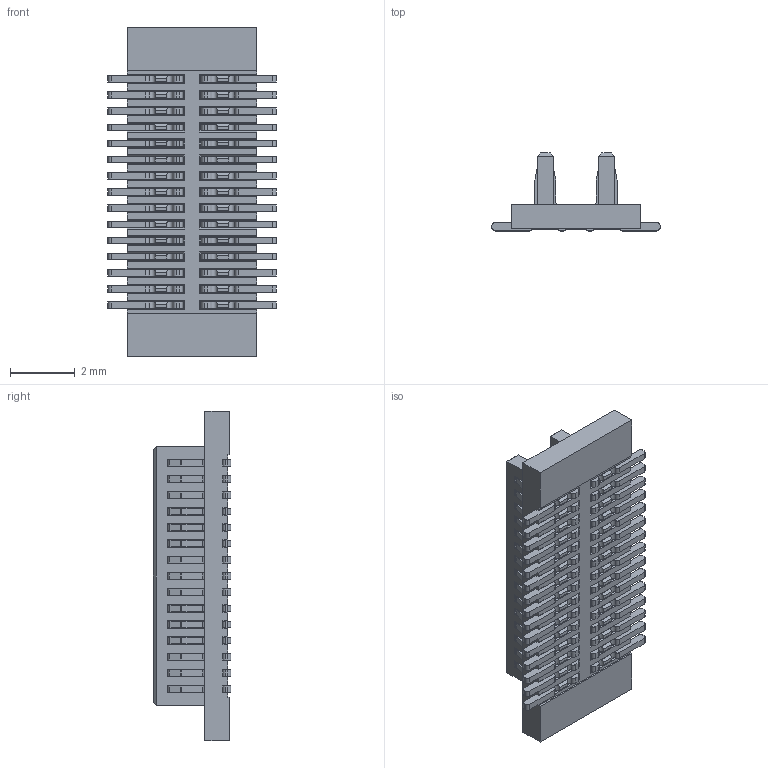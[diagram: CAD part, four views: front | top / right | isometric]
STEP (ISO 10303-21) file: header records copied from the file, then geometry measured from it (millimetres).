
FILE_DESCRIPTION((''),'2;1');
FILE_NAME('FBB05003-M30-H08A_ASM','2020-01-17T',('gongcheng6'),(''),'PRO/ENGINEER BY PARAMETRIC TECHNOLOGY CORPORATION, 2010280','PRO/ENGINEER BY PARAMETRIC TECHNOLOGY CORPORATION, 2010280','');
FILE_SCHEMA(('CONFIG_CONTROL_DESIGN'));
Length unit declared in the file: millimetre
Products named in the file (1): FBB05003-M30-H08A_ASM
Bounding box: 5.2 x 2.4 x 10.2 mm (x, y, z)
Volume: 42.9 mm3; surface area: 288.3 mm2
Topology: 1 solids, 1 shells, 1208 faces, 3712 edges, 2480 vertices
Faces by surface type: plane 818, cylinder 390
Entity records: 41819 total; most frequent: CARTESIAN_POINT 7837, ORIENTED_EDGE 7424, DIRECTION 6788, EDGE_CURVE 3712, VECTOR 2812, LINE 2812, VERTEX_POINT 2480, AXIS2_PLACEMENT_3D 1988
